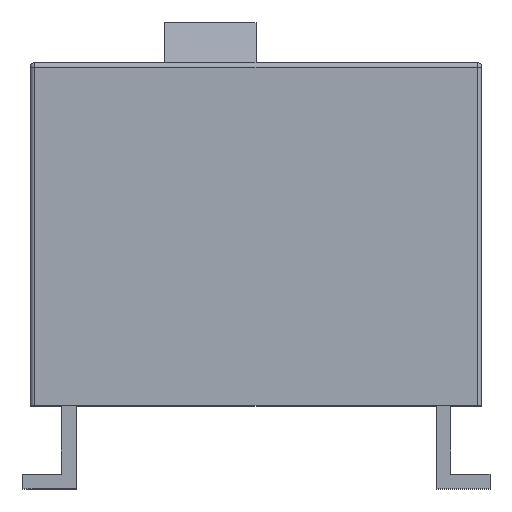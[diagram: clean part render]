
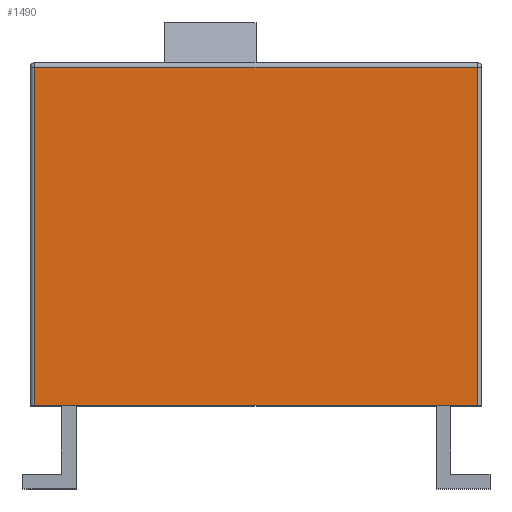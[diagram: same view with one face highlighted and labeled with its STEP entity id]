
A CAD part, top view. The second image highlights one B-rep face of the part: STEP entity #1490.
In plain terms, the highlighted planar face has unit normal (0, 0, 1).
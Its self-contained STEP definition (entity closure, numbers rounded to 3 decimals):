
#66 = LINE ( 'NONE', #1275, #1334 ) ;
#82 = LINE ( 'NONE', #1294, #210 ) ;
#96 = LINE ( 'NONE', #458, #385 ) ;
#168 = ORIENTED_EDGE ( 'NONE', *, *, #1047, .T. ) ;
#186 = EDGE_LOOP ( 'NONE', ( #919, #1374, #168, #506 ) ) ;
#210 = VECTOR ( 'NONE', #554, 1000. ) ;
#256 = LINE ( 'NONE', #1465, #1579 ) ;
#268 = DIRECTION ( 'NONE',  ( -1., 0., 0. ) ) ;
#329 = CARTESIAN_POINT ( 'NONE',  ( 4.915, 7.52, 3.755 ) ) ;
#358 = DIRECTION ( 'NONE',  ( 1., 0., 0. ) ) ;
#376 = CARTESIAN_POINT ( 'NONE',  ( -4.915, 0., 3.755 ) ) ;
#385 = VECTOR ( 'NONE', #1213, 1000. ) ;
#458 = CARTESIAN_POINT ( 'NONE',  ( -4.915, 7.62, 3.755 ) ) ;
#506 = ORIENTED_EDGE ( 'NONE', *, *, #1344, .T. ) ;
#521 = DIRECTION ( 'NONE',  ( -1., 0., 0. ) ) ;
#529 = AXIS2_PLACEMENT_3D ( 'NONE', #889, #1491, #521 ) ;
#554 = DIRECTION ( 'NONE',  ( 0., 1., 0. ) ) ;
#655 = VERTEX_POINT ( 'NONE', #688 ) ;
#688 = CARTESIAN_POINT ( 'NONE',  ( -4.915, 7.52, 3.755 ) ) ;
#697 = CARTESIAN_POINT ( 'NONE',  ( 4.915, 0., 3.755 ) ) ;
#734 = VERTEX_POINT ( 'NONE', #697 ) ;
#889 = CARTESIAN_POINT ( 'NONE',  ( 5.015, 7.62, 3.755 ) ) ;
#919 = ORIENTED_EDGE ( 'NONE', *, *, #1402, .T. ) ;
#1047 = EDGE_CURVE ( 'NONE', #1329, #655, #66, .T. ) ;
#1126 = PLANE ( 'NONE',  #529 ) ;
#1180 = EDGE_CURVE ( 'NONE', #734, #1329, #82, .T. ) ;
#1213 = DIRECTION ( 'NONE',  ( 0., -1., 0. ) ) ;
#1275 = CARTESIAN_POINT ( 'NONE',  ( 5.015, 7.52, 3.755 ) ) ;
#1294 = CARTESIAN_POINT ( 'NONE',  ( 4.915, 7.62, 3.755 ) ) ;
#1329 = VERTEX_POINT ( 'NONE', #329 ) ;
#1334 = VECTOR ( 'NONE', #268, 1000. ) ;
#1344 = EDGE_CURVE ( 'NONE', #655, #1525, #96, .T. ) ;
#1374 = ORIENTED_EDGE ( 'NONE', *, *, #1180, .T. ) ;
#1388 = FACE_OUTER_BOUND ( 'NONE', #186, .T. ) ;
#1402 = EDGE_CURVE ( 'NONE', #1525, #734, #256, .T. ) ;
#1465 = CARTESIAN_POINT ( 'NONE',  ( 5.015, 0., 3.755 ) ) ;
#1490 = ADVANCED_FACE ( 'NONE', ( #1388 ), #1126, .F. ) ;
#1491 = DIRECTION ( 'NONE',  ( 0., 0., -1. ) ) ;
#1525 = VERTEX_POINT ( 'NONE', #376 ) ;
#1579 = VECTOR ( 'NONE', #358, 1000. ) ;
